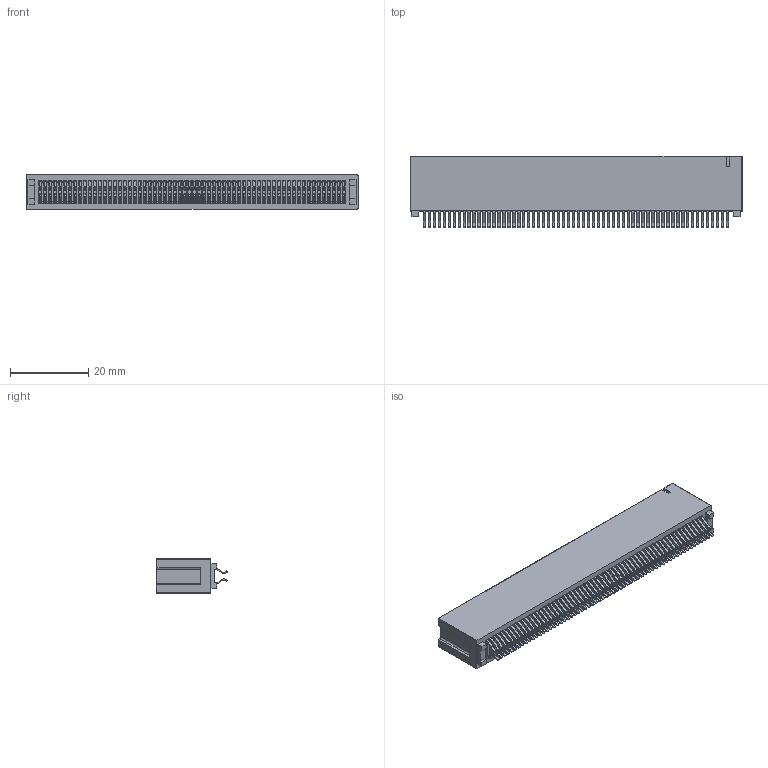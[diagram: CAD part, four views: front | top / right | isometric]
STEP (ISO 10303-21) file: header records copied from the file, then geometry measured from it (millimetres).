
FILE_DESCRIPTION (( 'STEP AP203' ), '1' );
FILE_NAME ('302-124-656-201.STEP', '2024-04-06T14:39:48', ( '' ), ( '' ), 'SwSTEP 2.0', 'SolidWorks 2023', '' );
FILE_SCHEMA (( 'CONFIG_CONTROL_DESIGN' ));
Length unit declared in the file: millimetre
Products named in the file (3): Contact_302-290-X56; HSG_Vertical HSG; 302-124-656-201
Assembly tree (125 placements, depth 2):
  302-124-656-201
    HSG_Vertical HSG
    Contact_302-290-X56  x124
Bounding box: 84.84 x 18.3 x 8.88 mm (x, y, z)
Volume: 6461.4 mm3; surface area: 18717.1 mm2
Topology: 125 solids, 125 shells, 5956 faces, 17776 edges, 11760 vertices
Faces by surface type: plane 3955, cylinder 1997, sphere 4
Entity records: 46275 total; most frequent: ORIENTED_EDGE 7992, CARTESIAN_POINT 7838, DIRECTION 6374, EDGE_CURVE 3996, VECTOR 3938, LINE 3938, VERTEX_POINT 2658, EDGE_LOOP 1226
